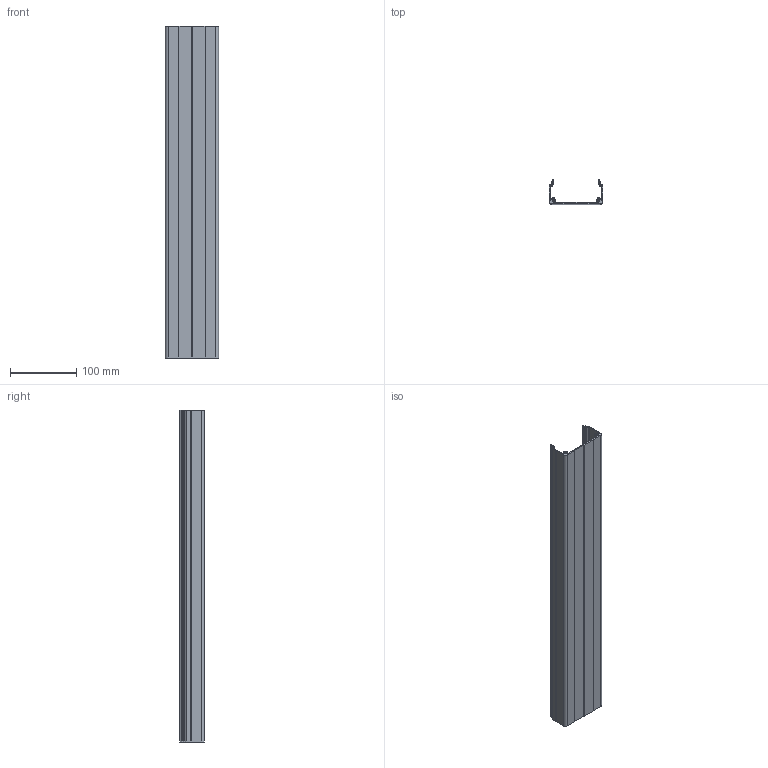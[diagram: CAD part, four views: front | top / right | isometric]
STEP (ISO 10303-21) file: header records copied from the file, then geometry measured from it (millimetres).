
FILE_DESCRIPTION (( 'STEP AP214' ), '1' );
FILE_NAME ('CONDUIT BASE 80X40.STEP', '2013-05-06T06:15:54', ( '' ), ( '' ), 'SwSTEP 2.0', 'SolidWorks 2011', '' );
FILE_SCHEMA (( 'AUTOMOTIVE_DESIGN' ));
Length unit declared in the file: millimetre
Products named in the file (1): M1-2716_KK4080
Bounding box: 80 x 37.01 x 500 mm (x, y, z)
Surface area: 180817.8 mm2 (no closed solid volume)
Topology: 0 solids, 2 shells, 187 faces, 722 edges, 538 vertices
Faces by surface type: cylinder 109, plane 78
Entity records: 8280 total; most frequent: CARTESIAN_POINT 2201, ORIENTED_EDGE 1274, DIRECTION 1221, EDGE_CURVE 722, VERTEX_POINT 538, VECTOR 409, LINE 409, AXIS2_PLACEMENT_3D 406
